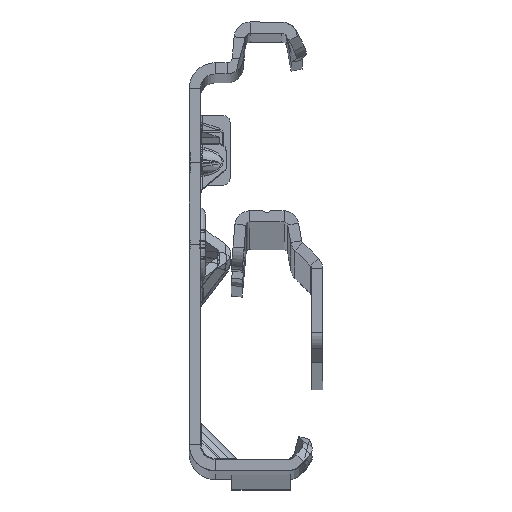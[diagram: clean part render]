
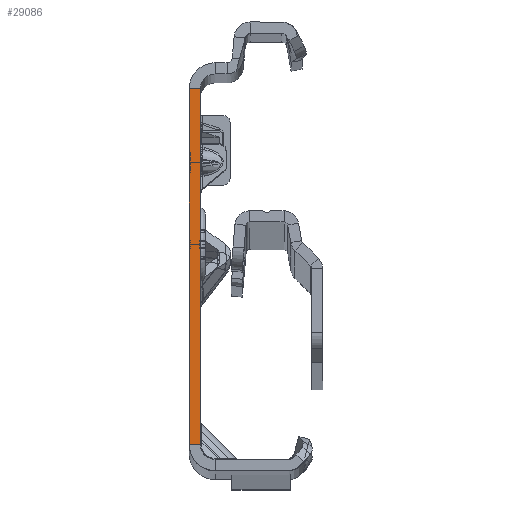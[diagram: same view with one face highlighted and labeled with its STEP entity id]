
A CAD part, top view. The second image highlights one B-rep face of the part: STEP entity #29086.
In plain terms, the highlighted planar face has unit normal (0, 0, 1).
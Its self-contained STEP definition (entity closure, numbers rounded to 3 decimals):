
#349 = VERTEX_POINT ( 'NONE', #3778 ) ;
#757 = CARTESIAN_POINT ( 'NONE',  ( 0., 22.135, 0. ) ) ;
#1103 = ORIENTED_EDGE ( 'NONE', *, *, #49673, .T. ) ;
#3778 = CARTESIAN_POINT ( 'NONE',  ( 0., 22.135, 0. ) ) ;
#5088 = AXIS2_PLACEMENT_3D ( 'NONE', #13180, #43233, #8713 ) ;
#7030 = VECTOR ( 'NONE', #10435, 1000. ) ;
#8713 = DIRECTION ( 'NONE',  ( 1., 0., 0. ) ) ;
#10160 = ORIENTED_EDGE ( 'NONE', *, *, #35139, .T. ) ;
#10435 = DIRECTION ( 'NONE',  ( -1., 0., 0. ) ) ;
#11057 = VERTEX_POINT ( 'NONE', #45773 ) ;
#12736 = LINE ( 'NONE', #757, #19271 ) ;
#13180 = CARTESIAN_POINT ( 'NONE',  ( -1.5, -27.865, 0. ) ) ;
#14037 = LINE ( 'NONE', #44397, #7030 ) ;
#14767 = VERTEX_POINT ( 'NONE', #42754 ) ;
#15920 = VERTEX_POINT ( 'NONE', #24682 ) ;
#19271 = VECTOR ( 'NONE', #50582, 1000. ) ;
#20523 = ORIENTED_EDGE ( 'NONE', *, *, #53379, .F. ) ;
#21403 = VECTOR ( 'NONE', #30942, 1000. ) ;
#22912 = CARTESIAN_POINT ( 'NONE',  ( -1.5, -27.865, 0. ) ) ;
#23476 = LINE ( 'NONE', #22912, #46010 ) ;
#24682 = CARTESIAN_POINT ( 'NONE',  ( -1.5, -25.865, 0. ) ) ;
#25220 = ORIENTED_EDGE ( 'NONE', *, *, #54850, .F. ) ;
#26771 = CARTESIAN_POINT ( 'NONE',  ( 0., -27.865, 0. ) ) ;
#29086 = ADVANCED_FACE ( 'NONE', ( #37698 ), #46573, .T. ) ;
#30942 = DIRECTION ( 'NONE',  ( 0., -1., 0. ) ) ;
#35139 = EDGE_CURVE ( 'NONE', #14767, #15920, #23476, .T. ) ;
#37698 = FACE_OUTER_BOUND ( 'NONE', #53926, .T. ) ;
#42754 = CARTESIAN_POINT ( 'NONE',  ( -1.5, 22.135, 0. ) ) ;
#43233 = DIRECTION ( 'NONE',  ( 0., 0., 1. ) ) ;
#44039 = DIRECTION ( 'NONE',  ( 0., -1., 0. ) ) ;
#44397 = CARTESIAN_POINT ( 'NONE',  ( 0., -25.865, 0. ) ) ;
#45773 = CARTESIAN_POINT ( 'NONE',  ( 0., -25.865, 0. ) ) ;
#46010 = VECTOR ( 'NONE', #44039, 1000. ) ;
#46573 = PLANE ( 'NONE',  #5088 ) ;
#49673 = EDGE_CURVE ( 'NONE', #349, #14767, #12736, .T. ) ;
#50582 = DIRECTION ( 'NONE',  ( -1., 0., 0. ) ) ;
#52308 = LINE ( 'NONE', #26771, #21403 ) ;
#53379 = EDGE_CURVE ( 'NONE', #11057, #15920, #14037, .T. ) ;
#53926 = EDGE_LOOP ( 'NONE', ( #25220, #1103, #10160, #20523 ) ) ;
#54850 = EDGE_CURVE ( 'NONE', #349, #11057, #52308, .T. ) ;
